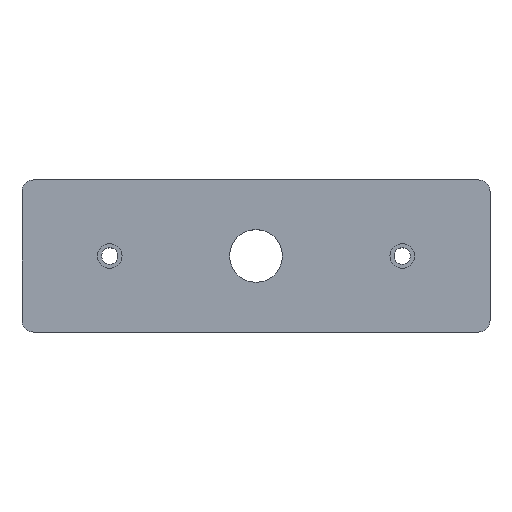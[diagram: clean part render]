
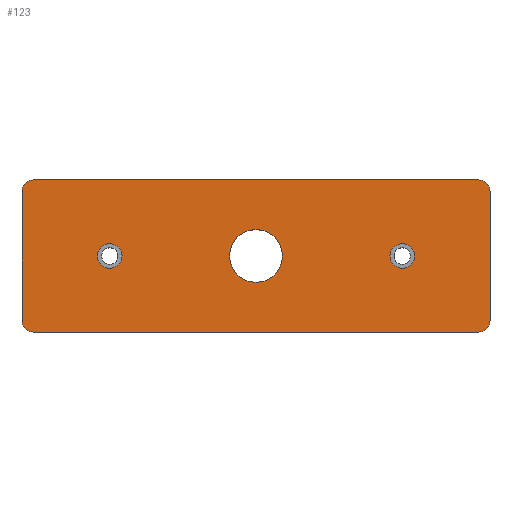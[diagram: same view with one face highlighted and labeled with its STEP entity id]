
A CAD part, top view. The second image highlights one B-rep face of the part: STEP entity #123.
In plain terms, the highlighted planar face has unit normal (0, 0, 1).
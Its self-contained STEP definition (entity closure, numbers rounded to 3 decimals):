
#123=ADVANCED_FACE('',(#265,#266,#267,#268),#269,.T.);
#265=FACE_OUTER_BOUND('',#427,.T.);
#266=FACE_BOUND('',#428,.T.);
#267=FACE_BOUND('',#429,.T.);
#268=FACE_BOUND('',#430,.T.);
#269=PLANE('',#431);
#427=EDGE_LOOP('',(#745,#746,#747,#748,#749,#750,#751,#752));
#428=EDGE_LOOP('',(#753,#754));
#429=EDGE_LOOP('',(#755,#756));
#430=EDGE_LOOP('',(#757,#758));
#431=AXIS2_PLACEMENT_3D('',#759,#760,#761);
#745=ORIENTED_EDGE('',*,*,#1055,.T.);
#746=ORIENTED_EDGE('',*,*,#1051,.T.);
#747=ORIENTED_EDGE('',*,*,#1073,.T.);
#748=ORIENTED_EDGE('',*,*,#1074,.T.);
#749=ORIENTED_EDGE('',*,*,#1075,.T.);
#750=ORIENTED_EDGE('',*,*,#1076,.F.);
#751=ORIENTED_EDGE('',*,*,#1077,.T.);
#752=ORIENTED_EDGE('',*,*,#1057,.F.);
#753=ORIENTED_EDGE('',*,*,#1078,.F.);
#754=ORIENTED_EDGE('',*,*,#976,.F.);
#755=ORIENTED_EDGE('',*,*,#1079,.F.);
#756=ORIENTED_EDGE('',*,*,#951,.F.);
#757=ORIENTED_EDGE('',*,*,#1071,.T.);
#758=ORIENTED_EDGE('',*,*,#983,.T.);
#759=CARTESIAN_POINT('',(80.0,-13.0,5.0));
#760=DIRECTION('',(0.,0.,1.0));
#761=DIRECTION('',(1.0,0.,0.0));
#951=EDGE_CURVE('',#1125,#1128,#1129,.T.);
#976=EDGE_CURVE('',#1170,#1173,#1174,.T.);
#983=EDGE_CURVE('',#1180,#1184,#1186,.T.);
#1051=EDGE_CURVE('',#1280,#1292,#1294,.T.);
#1055=EDGE_CURVE('',#1296,#1280,#1300,.T.);
#1057=EDGE_CURVE('',#1296,#1302,#1303,.T.);
#1071=EDGE_CURVE('',#1184,#1180,#1323,.T.);
#1073=EDGE_CURVE('',#1292,#1325,#1326,.T.);
#1074=EDGE_CURVE('',#1325,#1327,#1328,.T.);
#1075=EDGE_CURVE('',#1327,#1329,#1330,.T.);
#1076=EDGE_CURVE('',#1331,#1329,#1332,.T.);
#1077=EDGE_CURVE('',#1331,#1302,#1333,.T.);
#1078=EDGE_CURVE('',#1173,#1170,#1334,.T.);
#1079=EDGE_CURVE('',#1128,#1125,#1335,.T.);
#1125=VERTEX_POINT('',#1384);
#1128=VERTEX_POINT('',#1388);
#1129=CIRCLE('',#1389,2.1);
#1170=VERTEX_POINT('',#1439);
#1173=VERTEX_POINT('',#1443);
#1174=CIRCLE('',#1444,2.1);
#1180=VERTEX_POINT('',#1451);
#1184=VERTEX_POINT('',#1456);
#1186=CIRCLE('',#1459,4.5);
#1280=VERTEX_POINT('',#1597);
#1292=VERTEX_POINT('',#1615);
#1294=LINE('',#1618,#1619);
#1296=VERTEX_POINT('',#1621);
#1300=CIRCLE('',#1626,2.0);
#1302=VERTEX_POINT('',#1628);
#1303=LINE('',#1629,#1630);
#1323=CIRCLE('',#1657,4.5);
#1325=VERTEX_POINT('',#1659);
#1326=CIRCLE('',#1660,2.0);
#1327=VERTEX_POINT('',#1661);
#1328=LINE('',#1662,#1663);
#1329=VERTEX_POINT('',#1664);
#1330=CIRCLE('',#1665,2.0);
#1331=VERTEX_POINT('',#1666);
#1332=LINE('',#1667,#1668);
#1333=CIRCLE('',#1669,2.0);
#1334=CIRCLE('',#1670,2.1);
#1335=CIRCLE('',#1671,2.1);
#1384=CARTESIAN_POINT('',(67.1,0.,5.0));
#1388=CARTESIAN_POINT('',(62.9,0.,5.0));
#1389=AXIS2_PLACEMENT_3D('',#1733,#1734,#1735);
#1439=CARTESIAN_POINT('',(17.1,0.,5.0));
#1443=CARTESIAN_POINT('',(12.9,0.,5.0));
#1444=AXIS2_PLACEMENT_3D('',#1773,#1774,#1775);
#1451=CARTESIAN_POINT('',(40.0,-4.5,5.0));
#1456=CARTESIAN_POINT('',(40.0,4.5,5.0));
#1459=AXIS2_PLACEMENT_3D('',#1785,#1786,#1787);
#1597=CARTESIAN_POINT('',(80.0,-11.0,5.0));
#1615=CARTESIAN_POINT('',(80.0,11.0,5.0));
#1618=CARTESIAN_POINT('',(80.0,-11.0,5.0));
#1619=VECTOR('',#1845,22.0);
#1621=CARTESIAN_POINT('',(78.0,-13.0,5.0));
#1626=AXIS2_PLACEMENT_3D('',#1850,#1851,#1852);
#1628=CARTESIAN_POINT('',(2.0,-13.0,5.0));
#1629=CARTESIAN_POINT('',(78.0,-13.0,5.0));
#1630=VECTOR('',#1853,76.0);
#1657=AXIS2_PLACEMENT_3D('',#1873,#1874,#1875);
#1659=CARTESIAN_POINT('',(78.0,13.0,5.0));
#1660=AXIS2_PLACEMENT_3D('',#1876,#1877,#1878);
#1661=CARTESIAN_POINT('',(2.0,13.0,5.0));
#1662=CARTESIAN_POINT('',(78.0,13.0,5.0));
#1663=VECTOR('',#1879,76.0);
#1664=CARTESIAN_POINT('',(0.0,11.0,5.0));
#1665=AXIS2_PLACEMENT_3D('',#1880,#1881,#1882);
#1666=CARTESIAN_POINT('',(0.0,-11.0,5.0));
#1667=CARTESIAN_POINT('',(0.0,-11.0,5.0));
#1668=VECTOR('',#1883,22.0);
#1669=AXIS2_PLACEMENT_3D('',#1884,#1885,#1886);
#1670=AXIS2_PLACEMENT_3D('',#1887,#1888,#1889);
#1671=AXIS2_PLACEMENT_3D('',#1890,#1891,#1892);
#1733=CARTESIAN_POINT('',(65.0,0.,5.0));
#1734=DIRECTION('',(0.,0.,1.0));
#1735=DIRECTION('',(1.0,0.,0.));
#1773=CARTESIAN_POINT('',(15.0,0.,5.0));
#1774=DIRECTION('',(0.,0.,1.0));
#1775=DIRECTION('',(1.0,0.,0.));
#1785=CARTESIAN_POINT('',(40.0,0.,5.0));
#1786=DIRECTION('',(0.,0.,-1.0));
#1787=DIRECTION('',(0.,-1.0,0.));
#1845=DIRECTION('',(0.,1.0,0.0));
#1850=CARTESIAN_POINT('',(78.0,-11.0,5.0));
#1851=DIRECTION('',(0.,0.,1.0));
#1852=DIRECTION('',(0.,-1.0,0.));
#1853=DIRECTION('',(-1.0,0.,0.));
#1873=CARTESIAN_POINT('',(40.0,0.,5.0));
#1874=DIRECTION('',(0.,0.,-1.0));
#1875=DIRECTION('',(0.,-1.0,0.));
#1876=CARTESIAN_POINT('',(78.0,11.0,5.0));
#1877=DIRECTION('',(0.,0.,1.0));
#1878=DIRECTION('',(1.0,0.,0.));
#1879=DIRECTION('',(-1.0,0.,0.));
#1880=CARTESIAN_POINT('',(2.0,11.0,5.0));
#1881=DIRECTION('',(0.,0.,1.0));
#1882=DIRECTION('',(0.,1.0,0.));
#1883=DIRECTION('',(0.,1.0,0.0));
#1884=CARTESIAN_POINT('',(2.0,-11.0,5.0));
#1885=DIRECTION('',(0.,0.,1.0));
#1886=DIRECTION('',(-1.0,0.,0.));
#1887=CARTESIAN_POINT('',(15.0,0.,5.0));
#1888=DIRECTION('',(0.,0.,1.0));
#1889=DIRECTION('',(1.0,0.,0.));
#1890=CARTESIAN_POINT('',(65.0,0.,5.0));
#1891=DIRECTION('',(0.,0.,1.0));
#1892=DIRECTION('',(1.0,0.,0.));
